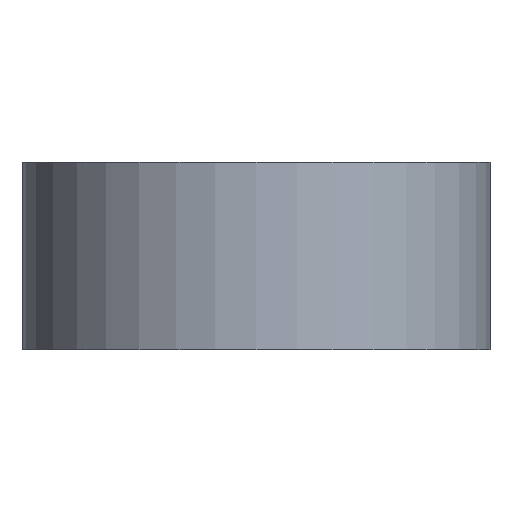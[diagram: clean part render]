
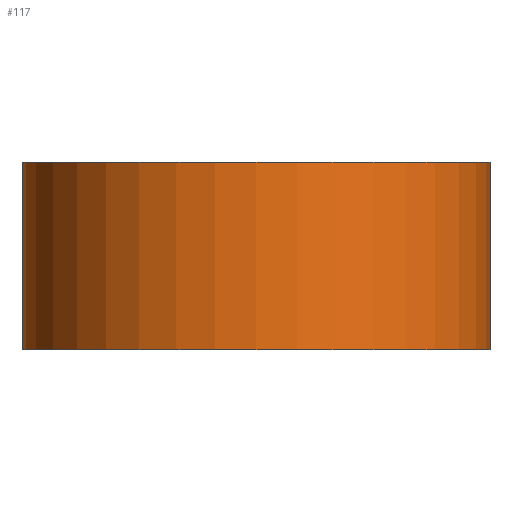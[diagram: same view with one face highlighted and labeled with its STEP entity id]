
A CAD part, front view. The second image highlights one B-rep face of the part: STEP entity #117.
In plain terms, the highlighted cylindrical face has radius 25 mm (diameter 50 mm), a partial arc.
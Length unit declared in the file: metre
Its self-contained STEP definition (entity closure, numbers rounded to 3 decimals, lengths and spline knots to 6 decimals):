
#6 = DIRECTION ( 'NONE',  ( 0., 0., -1. ) ) ;
#19 = FACE_OUTER_BOUND ( 'NONE', #34, .T. ) ;
#31 = VERTEX_POINT ( 'NONE', #185 ) ;
#34 = EDGE_LOOP ( 'NONE', ( #86, #131, #177, #275 ) ) ;
#46 = DIRECTION ( 'NONE',  ( 0., 0., -1. ) ) ;
#47 = CYLINDRICAL_SURFACE ( 'NONE', #263, 0.025 ) ;
#50 = LINE ( 'NONE', #194, #240 ) ;
#54 = EDGE_CURVE ( 'NONE', #251, #31, #176, .T. ) ;
#60 = VERTEX_POINT ( 'NONE', #141 ) ;
#69 = DIRECTION ( 'NONE',  ( 0., 0., 1. ) ) ;
#86 = ORIENTED_EDGE ( 'NONE', *, *, #54, .T. ) ;
#98 = CIRCLE ( 'NONE', #272, 0.025 ) ;
#99 = CARTESIAN_POINT ( 'NONE',  ( -0.025, 0., 0. ) ) ;
#115 = DIRECTION ( 'NONE',  ( 1., 0., 0. ) ) ;
#116 = CARTESIAN_POINT ( 'NONE',  ( -0.025, 0., 0.02 ) ) ;
#117 = ADVANCED_FACE ( 'NONE', ( #19 ), #47, .T. ) ;
#127 = VECTOR ( 'NONE', #311, 1. ) ;
#131 = ORIENTED_EDGE ( 'NONE', *, *, #276, .F. ) ;
#141 = CARTESIAN_POINT ( 'NONE',  ( 0.025, 0., 0.02 ) ) ;
#143 = DIRECTION ( 'NONE',  ( -1., 0., 0. ) ) ;
#153 = VERTEX_POINT ( 'NONE', #116 ) ;
#154 = EDGE_CURVE ( 'NONE', #153, #251, #213, .T. ) ;
#160 = EDGE_CURVE ( 'NONE', #153, #60, #98, .T. ) ;
#176 = CIRCLE ( 'NONE', #192, 0.025 ) ;
#177 = ORIENTED_EDGE ( 'NONE', *, *, #160, .F. ) ;
#185 = CARTESIAN_POINT ( 'NONE',  ( 0.025, 0., 0. ) ) ;
#192 = AXIS2_PLACEMENT_3D ( 'NONE', #264, #69, #283 ) ;
#194 = CARTESIAN_POINT ( 'NONE',  ( 0.025, 0., 0.02 ) ) ;
#213 = LINE ( 'NONE', #309, #127 ) ;
#238 = CARTESIAN_POINT ( 'NONE',  ( 0., 0., 0.02 ) ) ;
#240 = VECTOR ( 'NONE', #6, 1. ) ;
#251 = VERTEX_POINT ( 'NONE', #99 ) ;
#263 = AXIS2_PLACEMENT_3D ( 'NONE', #285, #46, #143 ) ;
#264 = CARTESIAN_POINT ( 'NONE',  ( 0., 0., 0. ) ) ;
#272 = AXIS2_PLACEMENT_3D ( 'NONE', #238, #288, #115 ) ;
#275 = ORIENTED_EDGE ( 'NONE', *, *, #154, .T. ) ;
#276 = EDGE_CURVE ( 'NONE', #60, #31, #50, .T. ) ;
#283 = DIRECTION ( 'NONE',  ( 1., 0., 0. ) ) ;
#285 = CARTESIAN_POINT ( 'NONE',  ( 0., 0., 0.02 ) ) ;
#288 = DIRECTION ( 'NONE',  ( 0., 0., 1. ) ) ;
#309 = CARTESIAN_POINT ( 'NONE',  ( -0.025, 0., 0.02 ) ) ;
#311 = DIRECTION ( 'NONE',  ( 0., 0., -1. ) ) ;
